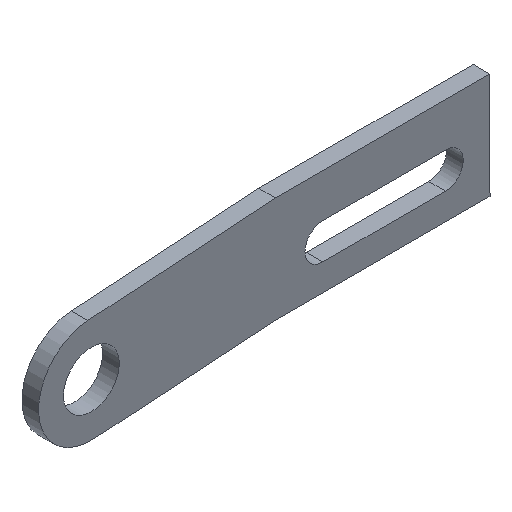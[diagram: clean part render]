
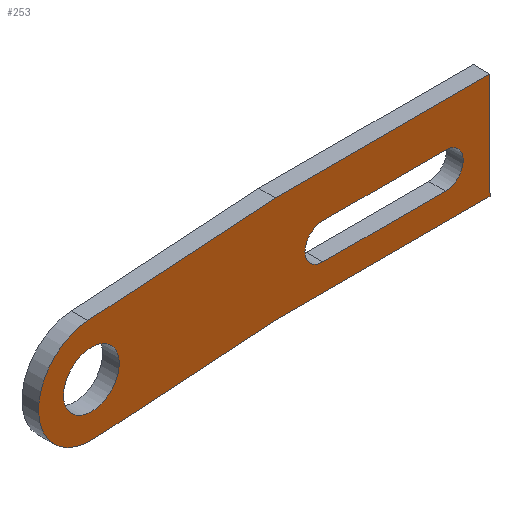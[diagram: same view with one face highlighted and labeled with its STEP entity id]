
A CAD part, isometric view. The second image highlights one B-rep face of the part: STEP entity #253.
In plain terms, the highlighted planar face has unit normal (0, -1, 0).
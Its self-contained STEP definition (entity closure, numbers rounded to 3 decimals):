
#17=FACE_BOUND('',#59,.T.);
#18=FACE_BOUND('',#60,.T.);
#19=CIRCLE('',#270,1.6);
#21=CIRCLE('',#277,1.6);
#23=CIRCLE('',#280,2.5);
#25=CIRCLE('',#283,4.74);
#43=FACE_OUTER_BOUND('',#58,.T.);
#58=EDGE_LOOP('',(#221,#222,#223,#224,#225,#226));
#59=EDGE_LOOP('',(#227));
#60=EDGE_LOOP('',(#228,#229,#230,#231));
#61=LINE('',#362,#86);
#66=LINE('',#377,#91);
#70=LINE('',#385,#95);
#73=LINE('',#391,#98);
#76=LINE('',#397,#101);
#81=LINE('',#418,#106);
#84=LINE('',#423,#109);
#86=VECTOR('',#293,10.);
#91=VECTOR('',#306,10.);
#95=VECTOR('',#312,10.);
#98=VECTOR('',#317,10.);
#101=VECTOR('',#322,10.);
#106=VECTOR('',#347,10.);
#109=VECTOR('',#352,10.);
#111=VERTEX_POINT('',#360);
#112=VERTEX_POINT('',#361);
#115=VERTEX_POINT('',#369);
#117=VERTEX_POINT('',#375);
#118=VERTEX_POINT('',#376);
#121=VERTEX_POINT('',#384);
#123=VERTEX_POINT('',#390);
#125=VERTEX_POINT('',#396);
#127=VERTEX_POINT('',#405);
#129=VERTEX_POINT('',#411);
#131=VERTEX_POINT('',#417);
#133=EDGE_CURVE('',#111,#112,#61,.F.);
#137=EDGE_CURVE('',#112,#115,#19,.F.);
#140=EDGE_CURVE('',#117,#118,#66,.F.);
#144=EDGE_CURVE('',#118,#121,#70,.F.);
#147=EDGE_CURVE('',#121,#123,#73,.F.);
#150=EDGE_CURVE('',#115,#125,#76,.F.);
#153=EDGE_CURVE('',#125,#111,#21,.F.);
#155=EDGE_CURVE('',#127,#127,#23,.F.);
#158=EDGE_CURVE('',#123,#129,#25,.F.);
#161=EDGE_CURVE('',#129,#131,#81,.F.);
#164=EDGE_CURVE('',#131,#117,#84,.F.);
#221=ORIENTED_EDGE('',*,*,#158,.F.);
#222=ORIENTED_EDGE('',*,*,#147,.F.);
#223=ORIENTED_EDGE('',*,*,#144,.F.);
#224=ORIENTED_EDGE('',*,*,#140,.F.);
#225=ORIENTED_EDGE('',*,*,#164,.F.);
#226=ORIENTED_EDGE('',*,*,#161,.F.);
#227=ORIENTED_EDGE('',*,*,#155,.F.);
#228=ORIENTED_EDGE('',*,*,#150,.F.);
#229=ORIENTED_EDGE('',*,*,#137,.F.);
#230=ORIENTED_EDGE('',*,*,#133,.F.);
#231=ORIENTED_EDGE('',*,*,#153,.F.);
#240=PLANE('',#288);
#253=ADVANCED_FACE('',(#43,#17,#18),#240,.T.);
#270=AXIS2_PLACEMENT_3D('',#370,#299,#300);
#277=AXIS2_PLACEMENT_3D('',#402,#327,#328);
#280=AXIS2_PLACEMENT_3D('',#406,#333,#334);
#283=AXIS2_PLACEMENT_3D('',#412,#340,#341);
#288=AXIS2_PLACEMENT_3D('',#426,#356,#357);
#293=DIRECTION('',(1.,0.,0.));
#299=DIRECTION('center_axis',(0.,1.,0.));
#300=DIRECTION('ref_axis',(0.,0.,-1.));
#306=DIRECTION('',(0.,0.,1.));
#312=DIRECTION('',(1.,0.,0.));
#317=DIRECTION('',(0.998,0.,0.066));
#322=DIRECTION('',(-1.,0.,0.));
#327=DIRECTION('center_axis',(0.,1.,0.));
#328=DIRECTION('ref_axis',(0.,0.,1.));
#333=DIRECTION('center_axis',(0.,1.,0.));
#334=DIRECTION('ref_axis',(-1.,0.,0.));
#340=DIRECTION('center_axis',(0.,-1.,0.));
#341=DIRECTION('ref_axis',(0.066,0.,-0.998));
#347=DIRECTION('',(-0.998,0.,-0.066));
#352=DIRECTION('',(-1.,0.,0.));
#356=DIRECTION('center_axis',(0.,-1.,0.));
#357=DIRECTION('ref_axis',(0.,0.,-1.));
#360=CARTESIAN_POINT('',(40.482,74.875,50.264));
#361=CARTESIAN_POINT('',(29.482,74.875,50.264));
#362=CARTESIAN_POINT('',(26.86,74.875,50.264));
#369=CARTESIAN_POINT('',(29.482,74.875,47.064));
#370=CARTESIAN_POINT('Origin',(29.482,74.875,48.664));
#375=CARTESIAN_POINT('',(44.482,74.875,54.164));
#376=CARTESIAN_POINT('',(44.482,74.875,44.664));
#377=CARTESIAN_POINT('',(44.482,74.875,46.768));
#384=CARTESIAN_POINT('',(25.232,74.875,44.664));
#385=CARTESIAN_POINT('',(24.735,74.875,44.664));
#390=CARTESIAN_POINT('',(9.046,74.875,43.59));
#391=CARTESIAN_POINT('',(16.783,74.875,44.104));
#396=CARTESIAN_POINT('',(40.482,74.875,47.064));
#397=CARTESIAN_POINT('',(32.36,74.875,47.064));
#402=CARTESIAN_POINT('Origin',(40.482,74.875,48.664));
#405=CARTESIAN_POINT('',(11.232,74.875,48.319));
#406=CARTESIAN_POINT('Origin',(8.732,74.875,48.319));
#411=CARTESIAN_POINT('',(8.418,74.875,53.049));
#412=CARTESIAN_POINT('Origin',(8.732,74.875,48.319));
#417=CARTESIAN_POINT('',(25.232,74.875,54.164));
#418=CARTESIAN_POINT('',(24.562,74.875,54.12));
#423=CARTESIAN_POINT('',(34.36,74.875,54.164));
#426=CARTESIAN_POINT('Origin',(24.237,74.875,48.872));
